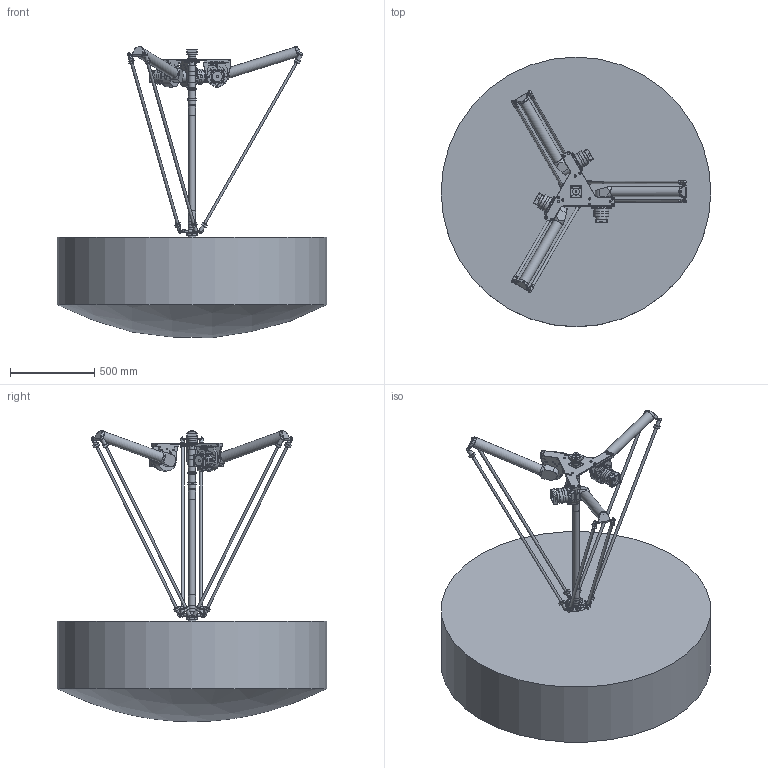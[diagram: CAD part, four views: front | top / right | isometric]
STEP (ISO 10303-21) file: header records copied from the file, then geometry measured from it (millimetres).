
FILE_DESCRIPTION(/* description */ ('Norm.iam Teamplte'),/* implementation_level */ '2;1');
FILE_NAME(/* name */ '3D-model_AL_00008.stp',/* time_stamp */ '2023-06-07T15:17:46+02:00',/* author */ ('paul.kammergruber'),/* organization */ (''),/* preprocessor_version */ 'ST-DEVELOPER v16.5',/* originating_system */ 'Autodesk Inventor 2017',/* authorisation */ '');
FILE_SCHEMA (('AUTOMOTIVE_DESIGN { 1 0 10303 214 3 1 1 }'));
Products named in the file (14): AL_00008_DUMMY DELTA Robotermechanik RL3-1600-1/3kg; MT_WST00111185 Oberarm; MT_WST00111195 Dummy Unterarm; MT_WST00111345 Dummy Werkzeugträger; MT_WST00114011 Flansch; MT_WST00112141 Dummy Teleskop oben; MT_BGR00105121 Dummy Roboterbasis; MT_WST00111151 n/a; MT_WST00111188 Getriebe; MT_WST00111340 Dummy Flansch; MT_WST00111349 Getriebe; MT_WST00111360 Dummy Teleskopwelle; MT_WST00111289; MT_WST00114012 Adapter
Assembly tree (22 placements, depth 3):
  AL_00008_DUMMY DELTA Robotermechanik RL3-1600-1/3kg
    MT_WST00111185 Oberarm  x3
    MT_WST00111195 Dummy Unterarm  x6
    MT_WST00111345 Dummy Werkzeugträger
    MT_WST00114011 Flansch
    MT_WST00112141 Dummy Teleskop oben
    MT_BGR00105121 Dummy Roboterbasis
      MT_WST00111151 n/a
      MT_WST00111188 Getriebe  x3
      MT_WST00111340 Dummy Flansch
      MT_WST00111349 Getriebe
    MT_WST00111360 Dummy Teleskopwelle
    MT_WST00111289
    MT_WST00114012 Adapter
Bounding box: 1600 x 1600 x 1728.48 mm (x, y, z)
Volume: 1022485717.8 mm3; surface area: 7782315 mm2
Topology: 21 solids, 21 shells, 3089 faces, 7259 edges, 4401 vertices
Faces by surface type: plane 1346, cylinder 915, bspline 288, cone 244, sphere 186, torus 110
Full cylindrical faces by diameter (mm): 3.242 x6, 4.134 x16, 4.917 x37, 5.5 x24, 5.8 x4, 6 x4, 6.647 x9, 7 x32, 9 x9, 9.66 x3, 9.8 x3, 10 x3, 10.106 x12, 12 x2, 13.5 x12, 14 x4, 16 x6, 17 x3, 18 x3, 19 x3, 20 x3, 22 x24, 25 x2, 32 x2, 33 x1, 35 x3, 36 x1, 40 x1, 42 x5, 43 x4
Entity records: 61310 total; most frequent: CARTESIAN_POINT 19477, DIRECTION 8439, ORIENTED_EDGE 7788, EDGE_CURVE 3894, AXIS2_PLACEMENT_3D 3034, VERTEX_POINT 2595, EDGE_LOOP 2387, LINE 2371
